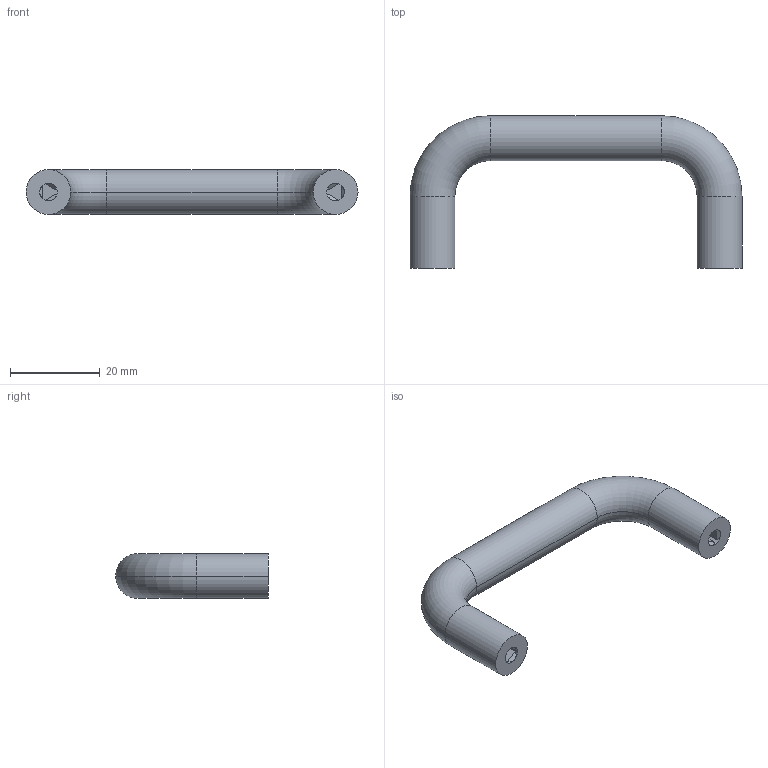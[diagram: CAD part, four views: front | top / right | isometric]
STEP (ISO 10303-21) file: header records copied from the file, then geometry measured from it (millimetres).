
FILE_DESCRIPTION(('Creo Elements/Direct Modeling STEP Export'),'2;1');
FILE_NAME('H121-74.stp','2024-09-12T 9:13:43',(''),(''),'Creo Elements/Direct Modeling STEP processor for AP214 (Solid Model)','Creo Elements/Direct Modeling 20.0 12-Nov-2016 (C) Parametric Technology GmbH','');
FILE_SCHEMA(('AUTOMOTIVE_DESIGN { 1 0 10303 214 1 1 1 1 }'));
Length unit declared in the file: millimetre
Products named in the file (1): KU-11082
Bounding box: 74 x 34 x 10 mm (x, y, z)
Volume: 8455.9 mm3; surface area: 3988.2 mm2
Topology: 1 solids, 1 shells, 34 faces, 76 edges, 46 vertices
Faces by surface type: plane 16, cylinder 14, torus 4
Entity records: 834 total; most frequent: ORIENTED_EDGE 152, DIRECTION 134, CARTESIAN_POINT 129, EDGE_CURVE 76, AXIS2_PLACEMENT_3D 51, VERTEX_POINT 46, EDGE_LOOP 36, FACE_OUTER_BOUND 34
